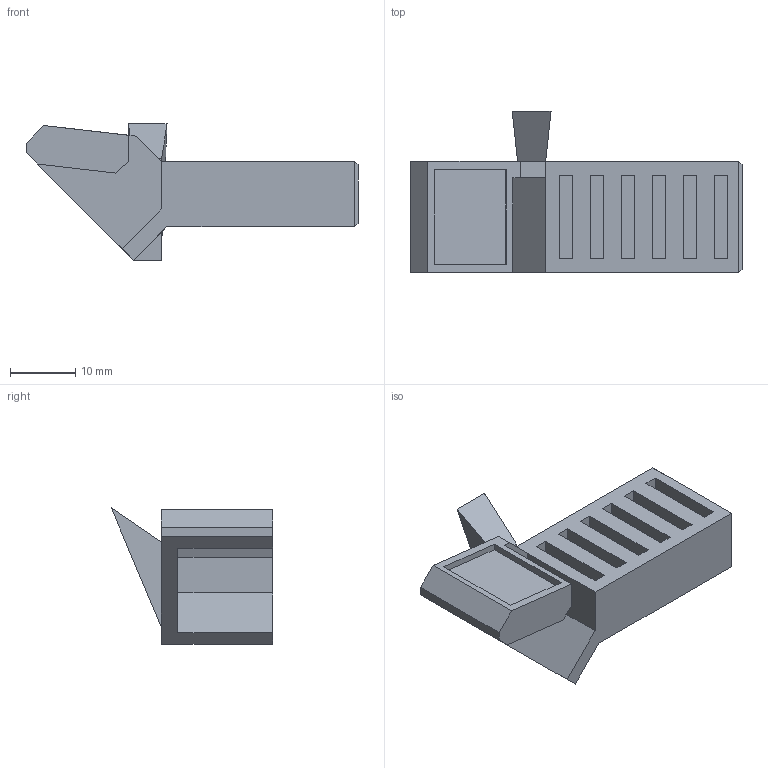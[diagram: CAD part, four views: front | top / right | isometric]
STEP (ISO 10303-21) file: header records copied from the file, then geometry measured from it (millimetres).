
FILE_DESCRIPTION(('FreeCAD Model'),'2;1');
FILE_NAME('Open CASCADE Shape Model','2024-11-30T11:11:27',(''),(''), 'Open CASCADE STEP processor 7.7','FreeCAD','Unknown');
FILE_SCHEMA(('AUTOMOTIVE_DESIGN { 1 0 10303 214 1 1 1 1 }'));
Length unit declared in the file: millimetre
Products named in the file (1): Fusion
Bounding box: 50.72 x 24.68 x 20.83 mm (x, y, z)
Volume: 5989.8 mm3; surface area: 5207.6 mm2
Topology: 1 solids, 1 shells, 67 faces, 162 edges, 104 vertices
Faces by surface type: plane 67
Entity records: 4028 total; most frequent: CARTESIAN_POINT 658, DIRECTION 622, LINE 486, VECTOR 486, ORIENTED_EDGE 324, PCURVE 324, DEFINITIONAL_REPRESENTATION 324, EDGE_CURVE 162
